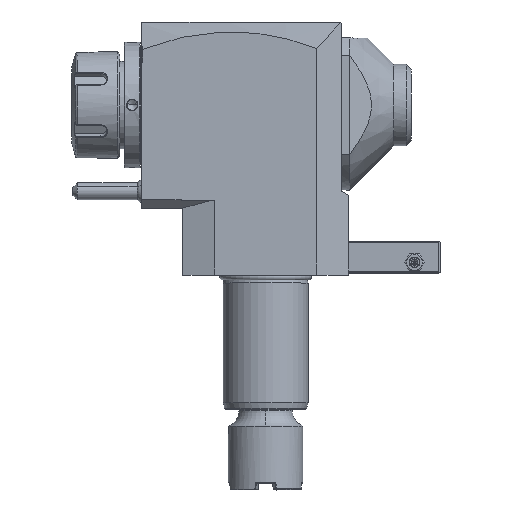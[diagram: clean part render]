
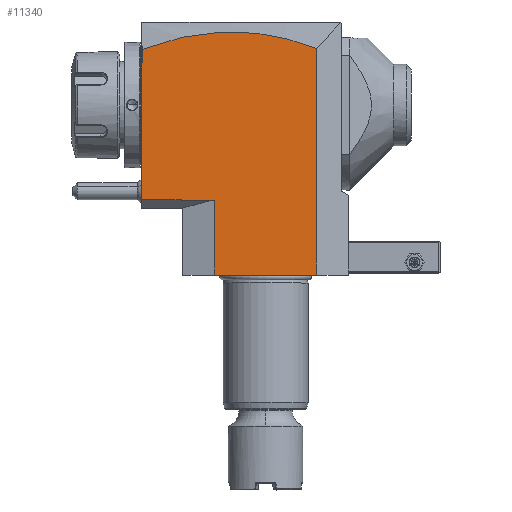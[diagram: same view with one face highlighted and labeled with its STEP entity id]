
A CAD part, top view. The second image highlights one B-rep face of the part: STEP entity #11340.
In plain terms, the highlighted planar face has unit normal (0, 0, 1).
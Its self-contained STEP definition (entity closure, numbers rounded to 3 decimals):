
#29=DIRECTION('',(-1.,0.,0.));
#30=VECTOR('',#29,48.);
#31=CARTESIAN_POINT('',(24.,0.,37.5));
#32=LINE('',#31,#30);
#220=DIRECTION('',(0.,1.,0.));
#221=VECTOR('',#220,64.5);
#222=CARTESIAN_POINT('',(-58.3,35.5,37.5));
#223=LINE('',#222,#221);
#266=DIRECTION('',(1.,0.,0.));
#267=VECTOR('',#266,18.5);
#268=CARTESIAN_POINT('',(-58.3,35.5,37.5));
#269=LINE('',#268,#267);
#353=DIRECTION('',(0.,-1.,0.));
#354=VECTOR('',#353,35.);
#355=CARTESIAN_POINT('',(-24.,35.,37.5));
#356=LINE('',#355,#354);
#365=DIRECTION('',(1.,0.,0.));
#366=VECTOR('',#365,0.5);
#367=CARTESIAN_POINT('',(-58.3,100.,37.5));
#368=LINE('',#367,#366);
#369=DIRECTION('',(0.,1.,0.));
#370=VECTOR('',#369,6.092);
#371=CARTESIAN_POINT('',(-57.8,100.,37.5));
#372=LINE('',#371,#370);
#373=CARTESIAN_POINT('',(-57.8,106.092,37.5));
#374=CARTESIAN_POINT('',(-50.998,108.812,37.5));
#375=CARTESIAN_POINT('',(-37.387,112.914,37.5));
#376=CARTESIAN_POINT('',(-16.948,115.059,37.5));
#377=CARTESIAN_POINT('',(3.513,113.192,37.5));
#378=CARTESIAN_POINT('',(17.168,109.259,37.5));
#379=CARTESIAN_POINT('',(24.,106.615,37.5));
#381=DIRECTION('',(0.,-1.,0.));
#382=VECTOR('',#381,106.615);
#383=CARTESIAN_POINT('',(24.,106.615,37.5));
#384=LINE('',#383,#382);
#385=DIRECTION('',(0.,-1.,0.));
#386=VECTOR('',#385,0.5);
#387=CARTESIAN_POINT('',(-39.8,35.5,37.5));
#388=LINE('',#387,#386);
#956=DIRECTION('',(1.,0.,0.));
#957=VECTOR('',#956,15.8);
#958=CARTESIAN_POINT('',(-39.8,35.,37.5));
#959=LINE('',#958,#957);
#10275=VERTEX_POINT('',#373);
#10276=VERTEX_POINT('',#379);
#10288=CARTESIAN_POINT('',(-39.8,35.5,37.5));
#10289=CARTESIAN_POINT('',(-39.8,35.,37.5));
#10290=VERTEX_POINT('',#10288);
#10291=VERTEX_POINT('',#10289);
#10298=CARTESIAN_POINT('',(-24.,35.,37.5));
#10299=VERTEX_POINT('',#10298);
#10681=CARTESIAN_POINT('',(24.,0.,37.5));
#10683=VERTEX_POINT('',#10681);
#10684=CARTESIAN_POINT('',(-24.,0.,37.5));
#10685=VERTEX_POINT('',#10684);
#10718=CARTESIAN_POINT('',(-58.3,35.5,37.5));
#10719=CARTESIAN_POINT('',(-58.3,100.,37.5));
#10720=VERTEX_POINT('',#10718);
#10721=VERTEX_POINT('',#10719);
#10797=CARTESIAN_POINT('',(-57.8,100.,37.5));
#10799=VERTEX_POINT('',#10797);
#11318=CARTESIAN_POINT('',(-39.202,35.,37.5));
#11319=DIRECTION('',(0.,0.,1.));
#11320=DIRECTION('',(1.,0.,0.));
#11321=AXIS2_PLACEMENT_3D('',#11318,#11319,#11320);
#11322=PLANE('',#11321);
#11323=ORIENTED_EDGE('',*,*,#11233,.F.);
#11324=ORIENTED_EDGE('',*,*,#11126,.T.);
#11326=ORIENTED_EDGE('',*,*,#11325,.T.);
#11328=ORIENTED_EDGE('',*,*,#11327,.T.);
#11330=ORIENTED_EDGE('',*,*,#11329,.T.);
#11331=ORIENTED_EDGE('',*,*,#10972,.T.);
#11332=ORIENTED_EDGE('',*,*,#10947,.T.);
#11333=ORIENTED_EDGE('',*,*,#11308,.F.);
#11335=ORIENTED_EDGE('',*,*,#11334,.F.);
#11337=ORIENTED_EDGE('',*,*,#11336,.F.);
#11338=EDGE_LOOP('',(#11323,#11324,#11326,#11328,#11330,#11331,#11332,#11333,
#11335,#11337));
#11339=FACE_OUTER_BOUND('',#11338,.F.);
#380=B_SPLINE_CURVE_WITH_KNOTS('',3,(#373,#374,#375,#376,#377,#378,#379),
.UNSPECIFIED.,.F.,.F.,(4,1,1,1,4),(0.,0.25,0.5,0.75,1.),
.UNSPECIFIED.);
#10947=EDGE_CURVE('',#10683,#10685,#32,.T.);
#10972=EDGE_CURVE('',#10276,#10683,#384,.T.);
#11126=EDGE_CURVE('',#10720,#10721,#223,.T.);
#11233=EDGE_CURVE('',#10720,#10290,#269,.T.);
#11308=EDGE_CURVE('',#10299,#10685,#356,.T.);
#11325=EDGE_CURVE('',#10721,#10799,#368,.T.);
#11327=EDGE_CURVE('',#10799,#10275,#372,.T.);
#11329=EDGE_CURVE('',#10275,#10276,#380,.T.);
#11334=EDGE_CURVE('',#10291,#10299,#959,.T.);
#11336=EDGE_CURVE('',#10290,#10291,#388,.T.);
#11340=ADVANCED_FACE('',(#11339),#11322,.T.);
